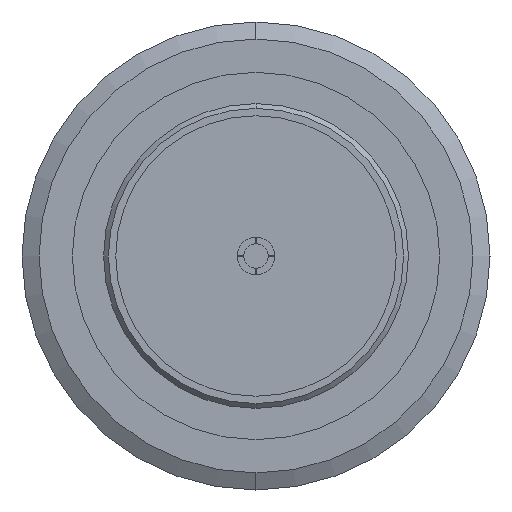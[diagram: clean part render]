
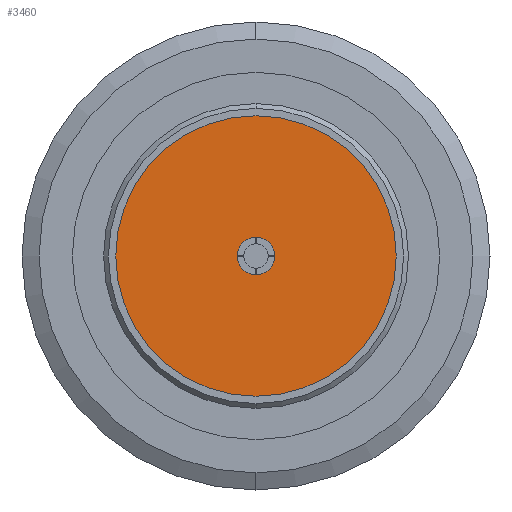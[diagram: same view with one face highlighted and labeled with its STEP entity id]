
A CAD part, left-side view. The second image highlights one B-rep face of the part: STEP entity #3460.
In plain terms, the highlighted planar face has unit normal (-1, 0, 0).
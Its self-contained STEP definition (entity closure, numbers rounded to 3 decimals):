
#175 = EDGE_CURVE ( 'NONE', #3313, #1702, #579, .T. ) ;
#201 = AXIS2_PLACEMENT_3D ( 'NONE', #3268, #2671, #629 ) ;
#579 = CIRCLE ( 'NONE', #2913, 8.687 ) ;
#629 = DIRECTION ( 'NONE',  ( 0., 0., 1. ) ) ;
#818 = DIRECTION ( 'NONE',  ( 0., 0., 1. ) ) ;
#1087 = DIRECTION ( 'NONE',  ( -1., 0., 0. ) ) ;
#1130 = ORIENTED_EDGE ( 'NONE', *, *, #1209, .F. ) ;
#1193 = CARTESIAN_POINT ( 'NONE',  ( -10.325, 0., -8.687 ) ) ;
#1209 = EDGE_CURVE ( 'NONE', #3070, #2987, #3547, .T. ) ;
#1385 = DIRECTION ( 'NONE',  ( 0., 0., 1. ) ) ;
#1531 = DIRECTION ( 'NONE',  ( 0., 0., 1. ) ) ;
#1583 = AXIS2_PLACEMENT_3D ( 'NONE', #3145, #1087, #1385 ) ;
#1702 = VERTEX_POINT ( 'NONE', #1193 ) ;
#1745 = CARTESIAN_POINT ( 'NONE',  ( -10.325, 0., 1.163 ) ) ;
#1927 = AXIS2_PLACEMENT_3D ( 'NONE', #3068, #3740, #3693 ) ;
#1952 = FACE_OUTER_BOUND ( 'NONE', #3908, .T. ) ;
#2150 = EDGE_CURVE ( 'NONE', #2987, #3070, #3422, .T. ) ;
#2170 = EDGE_CURVE ( 'NONE', #1702, #3313, #3188, .T. ) ;
#2238 = CARTESIAN_POINT ( 'NONE',  ( -10.325, 0., 0. ) ) ;
#2529 = CARTESIAN_POINT ( 'NONE',  ( -10.325, 0., 8.687 ) ) ;
#2671 = DIRECTION ( 'NONE',  ( -1., 0., 0. ) ) ;
#2833 = ORIENTED_EDGE ( 'NONE', *, *, #2150, .F. ) ;
#2913 = AXIS2_PLACEMENT_3D ( 'NONE', #3663, #4056, #1531 ) ;
#2979 = AXIS2_PLACEMENT_3D ( 'NONE', #2238, #3289, #818 ) ;
#2987 = VERTEX_POINT ( 'NONE', #4393 ) ;
#3025 = FACE_BOUND ( 'NONE', #4036, .T. ) ;
#3068 = CARTESIAN_POINT ( 'NONE',  ( -10.325, 0., 0. ) ) ;
#3070 = VERTEX_POINT ( 'NONE', #1745 ) ;
#3145 = CARTESIAN_POINT ( 'NONE',  ( -10.325, 0., 0. ) ) ;
#3188 = CIRCLE ( 'NONE', #2979, 8.687 ) ;
#3268 = CARTESIAN_POINT ( 'NONE',  ( -10.325, 0., 0. ) ) ;
#3289 = DIRECTION ( 'NONE',  ( 1., 0., 0. ) ) ;
#3313 = VERTEX_POINT ( 'NONE', #2529 ) ;
#3422 = CIRCLE ( 'NONE', #201, 1.163 ) ;
#3460 = ADVANCED_FACE ( 'NONE', ( #3025, #1952 ), #3718, .T. ) ;
#3547 = CIRCLE ( 'NONE', #1583, 1.163 ) ;
#3663 = CARTESIAN_POINT ( 'NONE',  ( -10.325, 0., 0. ) ) ;
#3693 = DIRECTION ( 'NONE',  ( 0., 0., 1. ) ) ;
#3718 = PLANE ( 'NONE',  #1927 ) ;
#3720 = ORIENTED_EDGE ( 'NONE', *, *, #2170, .F. ) ;
#3740 = DIRECTION ( 'NONE',  ( -1., 0., 0. ) ) ;
#3908 = EDGE_LOOP ( 'NONE', ( #3720, #4244 ) ) ;
#4036 = EDGE_LOOP ( 'NONE', ( #2833, #1130 ) ) ;
#4056 = DIRECTION ( 'NONE',  ( 1., 0., 0. ) ) ;
#4244 = ORIENTED_EDGE ( 'NONE', *, *, #175, .F. ) ;
#4393 = CARTESIAN_POINT ( 'NONE',  ( -10.325, 0., -1.163 ) ) ;
